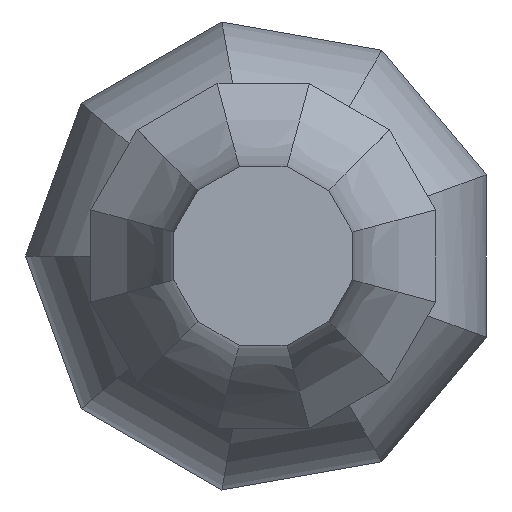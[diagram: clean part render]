
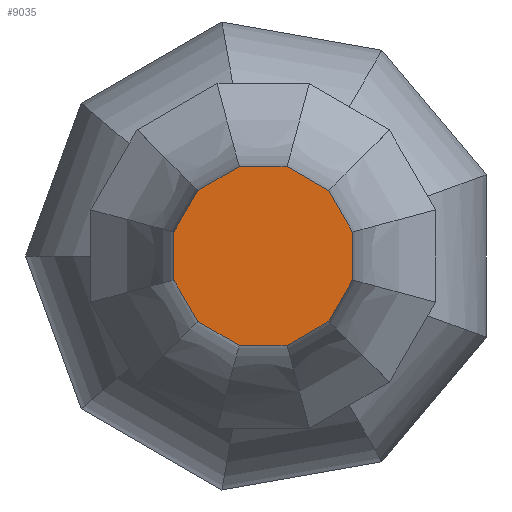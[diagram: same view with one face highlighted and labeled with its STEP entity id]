
A CAD part, front view. The second image highlights one B-rep face of the part: STEP entity #9035.
In plain terms, the highlighted planar face has unit normal (0, -1, 0).
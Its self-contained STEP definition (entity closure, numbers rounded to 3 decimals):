
#187 = CARTESIAN_POINT ( 'NONE',  ( 1.876, -720., 7. ) ) ;
#230 = VECTOR ( 'NONE', #8631, 1000. ) ;
#405 = LINE ( 'NONE', #1885, #12032 ) ;
#574 = CARTESIAN_POINT ( 'NONE',  ( 5.124, -720., 5.124 ) ) ;
#941 = CARTESIAN_POINT ( 'NONE',  ( 0., -720., 0. ) ) ;
#982 = DIRECTION ( 'NONE',  ( 0., 0., 1. ) ) ;
#1002 = EDGE_CURVE ( 'NONE', #6391, #3073, #1462, .T. ) ;
#1035 = VERTEX_POINT ( 'NONE', #10750 ) ;
#1039 = EDGE_CURVE ( 'NONE', #2464, #3520, #6746, .T. ) ;
#1239 = VECTOR ( 'NONE', #4024, 1000. ) ;
#1275 = CARTESIAN_POINT ( 'NONE',  ( -7., -720., 1.876 ) ) ;
#1365 = ORIENTED_EDGE ( 'NONE', *, *, #10795, .F. ) ;
#1462 = LINE ( 'NONE', #574, #10447 ) ;
#1620 = ORIENTED_EDGE ( 'NONE', *, *, #3807, .F. ) ;
#1885 = CARTESIAN_POINT ( 'NONE',  ( 7., -720., 1.876 ) ) ;
#2133 = CARTESIAN_POINT ( 'NONE',  ( 5.124, -720., 5.124 ) ) ;
#2245 = VECTOR ( 'NONE', #13841, 1000. ) ;
#2464 = VERTEX_POINT ( 'NONE', #8001 ) ;
#2512 = EDGE_LOOP ( 'NONE', ( #1620, #8621, #9994, #2803, #13789, #1365, #11720, #5499, #13929, #3301, #4529, #4412 ) ) ;
#2578 = DIRECTION ( 'NONE',  ( 1., 0., 0. ) ) ;
#2803 = ORIENTED_EDGE ( 'NONE', *, *, #9409, .F. ) ;
#2893 = DIRECTION ( 'NONE',  ( 0., 0., -1. ) ) ;
#2921 = DIRECTION ( 'NONE',  ( 0.866, 0., -0.5 ) ) ;
#3050 = DIRECTION ( 'NONE',  ( 0.5, 0., 0.866 ) ) ;
#3073 = VERTEX_POINT ( 'NONE', #2133 ) ;
#3243 = DIRECTION ( 'NONE',  ( 0., 1., 0. ) ) ;
#3295 = VECTOR ( 'NONE', #3050, 1000. ) ;
#3301 = ORIENTED_EDGE ( 'NONE', *, *, #1002, .F. ) ;
#3307 = LINE ( 'NONE', #12272, #13689 ) ;
#3344 = LINE ( 'NONE', #5245, #1239 ) ;
#3479 = DIRECTION ( 'NONE',  ( 0., 0., 1. ) ) ;
#3503 = LINE ( 'NONE', #7060, #4397 ) ;
#3520 = VERTEX_POINT ( 'NONE', #7998 ) ;
#3674 = CARTESIAN_POINT ( 'NONE',  ( 7., -720., -1.876 ) ) ;
#3695 = DIRECTION ( 'NONE',  ( -0.5, 0., 0.866 ) ) ;
#3807 = EDGE_CURVE ( 'NONE', #4398, #2464, #6644, .T. ) ;
#4024 = DIRECTION ( 'NONE',  ( -0.866, 0., -0.5 ) ) ;
#4248 = VERTEX_POINT ( 'NONE', #13223 ) ;
#4397 = VECTOR ( 'NONE', #3695, 1000. ) ;
#4398 = VERTEX_POINT ( 'NONE', #9054 ) ;
#4412 = ORIENTED_EDGE ( 'NONE', *, *, #1039, .F. ) ;
#4529 = ORIENTED_EDGE ( 'NONE', *, *, #11132, .F. ) ;
#4922 = VECTOR ( 'NONE', #2578, 1000. ) ;
#5170 = CARTESIAN_POINT ( 'NONE',  ( -5.124, -720., -5.124 ) ) ;
#5186 = CARTESIAN_POINT ( 'NONE',  ( 7., -720., -1.876 ) ) ;
#5245 = CARTESIAN_POINT ( 'NONE',  ( 1.876, -720., -7. ) ) ;
#5327 = VECTOR ( 'NONE', #12972, 1000. ) ;
#5499 = ORIENTED_EDGE ( 'NONE', *, *, #9417, .F. ) ;
#5720 = VERTEX_POINT ( 'NONE', #13273 ) ;
#6377 = CARTESIAN_POINT ( 'NONE',  ( -5.124, -720., -5.124 ) ) ;
#6391 = VERTEX_POINT ( 'NONE', #7200 ) ;
#6644 = LINE ( 'NONE', #12114, #3295 ) ;
#6746 = LINE ( 'NONE', #11785, #5327 ) ;
#7060 = CARTESIAN_POINT ( 'NONE',  ( -7., -720., -1.876 ) ) ;
#7097 = VERTEX_POINT ( 'NONE', #11456 ) ;
#7103 = CARTESIAN_POINT ( 'NONE',  ( -1.876, -720., -7. ) ) ;
#7200 = CARTESIAN_POINT ( 'NONE',  ( 1.876, -720., 7. ) ) ;
#7724 = CARTESIAN_POINT ( 'NONE',  ( 7., -720., 1.876 ) ) ;
#7768 = DIRECTION ( 'NONE',  ( -0.5, 0., -0.866 ) ) ;
#7897 = EDGE_CURVE ( 'NONE', #7097, #4398, #14333, .T. ) ;
#7998 = CARTESIAN_POINT ( 'NONE',  ( -1.876, -720., 7. ) ) ;
#8001 = CARTESIAN_POINT ( 'NONE',  ( -5.124, -720., 5.124 ) ) ;
#8560 = AXIS2_PLACEMENT_3D ( 'NONE', #941, #3243, #982 ) ;
#8621 = ORIENTED_EDGE ( 'NONE', *, *, #7897, .F. ) ;
#8631 = DIRECTION ( 'NONE',  ( -0.866, 0., 0.5 ) ) ;
#9035 = ADVANCED_FACE ( 'NONE', ( #11153 ), #9937, .F. ) ;
#9054 = CARTESIAN_POINT ( 'NONE',  ( -7., -720., 1.876 ) ) ;
#9409 = EDGE_CURVE ( 'NONE', #5720, #14398, #14481, .T. ) ;
#9417 = EDGE_CURVE ( 'NONE', #13804, #13550, #12557, .T. ) ;
#9937 = PLANE ( 'NONE',  #8560 ) ;
#9994 = ORIENTED_EDGE ( 'NONE', *, *, #11139, .F. ) ;
#10025 = EDGE_CURVE ( 'NONE', #3073, #13804, #405, .T. ) ;
#10447 = VECTOR ( 'NONE', #2921, 1000. ) ;
#10750 = CARTESIAN_POINT ( 'NONE',  ( 5.124, -720., -5.124 ) ) ;
#10795 = EDGE_CURVE ( 'NONE', #1035, #4248, #3344, .T. ) ;
#10902 = DIRECTION ( 'NONE',  ( 0.5, 0., -0.866 ) ) ;
#11132 = EDGE_CURVE ( 'NONE', #3520, #6391, #12176, .T. ) ;
#11139 = EDGE_CURVE ( 'NONE', #14398, #7097, #3503, .T. ) ;
#11153 = FACE_OUTER_BOUND ( 'NONE', #2512, .T. ) ;
#11456 = CARTESIAN_POINT ( 'NONE',  ( -7., -720., -1.876 ) ) ;
#11699 = VECTOR ( 'NONE', #3479, 1000. ) ;
#11720 = ORIENTED_EDGE ( 'NONE', *, *, #13742, .F. ) ;
#11785 = CARTESIAN_POINT ( 'NONE',  ( -1.876, -720., 7. ) ) ;
#12032 = VECTOR ( 'NONE', #10902, 1000. ) ;
#12114 = CARTESIAN_POINT ( 'NONE',  ( -5.124, -720., 5.124 ) ) ;
#12176 = LINE ( 'NONE', #187, #4922 ) ;
#12272 = CARTESIAN_POINT ( 'NONE',  ( 5.124, -720., -5.124 ) ) ;
#12557 = LINE ( 'NONE', #5186, #13434 ) ;
#12972 = DIRECTION ( 'NONE',  ( 0.866, 0., 0.5 ) ) ;
#13187 = LINE ( 'NONE', #7103, #2245 ) ;
#13223 = CARTESIAN_POINT ( 'NONE',  ( 1.876, -720., -7. ) ) ;
#13273 = CARTESIAN_POINT ( 'NONE',  ( -1.876, -720., -7. ) ) ;
#13290 = EDGE_CURVE ( 'NONE', #4248, #5720, #13187, .T. ) ;
#13434 = VECTOR ( 'NONE', #2893, 1000. ) ;
#13550 = VERTEX_POINT ( 'NONE', #3674 ) ;
#13689 = VECTOR ( 'NONE', #7768, 1000. ) ;
#13742 = EDGE_CURVE ( 'NONE', #13550, #1035, #3307, .T. ) ;
#13789 = ORIENTED_EDGE ( 'NONE', *, *, #13290, .F. ) ;
#13804 = VERTEX_POINT ( 'NONE', #7724 ) ;
#13841 = DIRECTION ( 'NONE',  ( -1., 0., 0. ) ) ;
#13929 = ORIENTED_EDGE ( 'NONE', *, *, #10025, .F. ) ;
#14333 = LINE ( 'NONE', #1275, #11699 ) ;
#14398 = VERTEX_POINT ( 'NONE', #5170 ) ;
#14481 = LINE ( 'NONE', #6377, #230 ) ;
